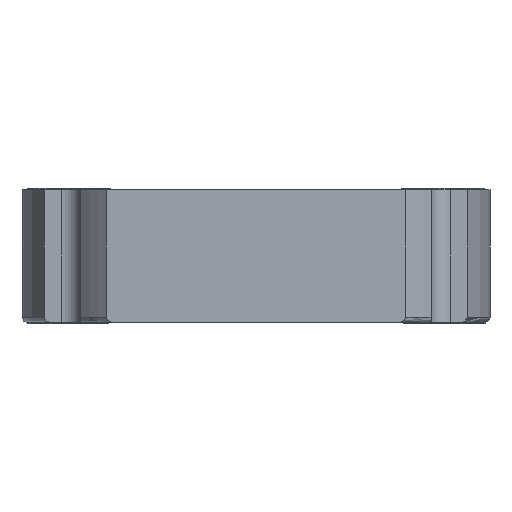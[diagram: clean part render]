
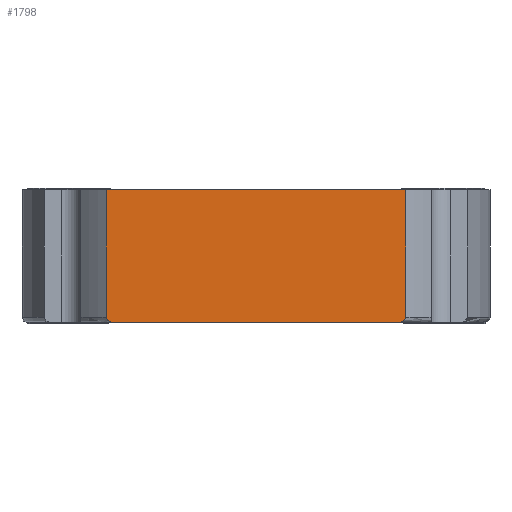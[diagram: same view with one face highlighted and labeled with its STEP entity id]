
A CAD part, front view. The second image highlights one B-rep face of the part: STEP entity #1798.
In plain terms, the highlighted planar face has unit normal (0, -1, 0).
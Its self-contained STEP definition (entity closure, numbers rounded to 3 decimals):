
#4 = EDGE_CURVE ( 'NONE', #3043, #1668, #4409, .T. ) ;
#19 = CARTESIAN_POINT ( 'NONE',  ( 15.217, -18.3, -7.987 ) ) ;
#184 = LINE ( 'NONE', #2267, #3442 ) ;
#300 = CARTESIAN_POINT ( 'NONE',  ( -14.595, -18.3, -8.4 ) ) ;
#322 = CARTESIAN_POINT ( 'NONE',  ( -15.217, -18.3, -7.987 ) ) ;
#432 = VERTEX_POINT ( 'NONE', #5118 ) ;
#558 = CARTESIAN_POINT ( 'NONE',  ( -14.422, -18.3, -8.4 ) ) ;
#624 = ORIENTED_EDGE ( 'NONE', *, *, #5279, .T. ) ;
#654 = VERTEX_POINT ( 'NONE', #873 ) ;
#697 = CARTESIAN_POINT ( 'NONE',  ( -15.068, -18.3, -8.202 ) ) ;
#723 = DIRECTION ( 'NONE',  ( -1., 0., 0. ) ) ;
#873 = CARTESIAN_POINT ( 'NONE',  ( -15.217, -18.3, 5.1 ) ) ;
#935 = CARTESIAN_POINT ( 'NONE',  ( 14.76, -18.3, -8.357 ) ) ;
#975 = CARTESIAN_POINT ( 'NONE',  ( 15.217, -18.3, 5.1 ) ) ;
#1138 = EDGE_CURVE ( 'NONE', #654, #1418, #184, .T. ) ;
#1182 = CARTESIAN_POINT ( 'NONE',  ( -14.997, -18.3, -8.253 ) ) ;
#1359 = CARTESIAN_POINT ( 'NONE',  ( 14.996, -18.3, -8.253 ) ) ;
#1418 = VERTEX_POINT ( 'NONE', #975 ) ;
#1653 = CARTESIAN_POINT ( 'NONE',  ( -14.422, -18.3, -8.4 ) ) ;
#1668 = VERTEX_POINT ( 'NONE', #558 ) ;
#1705 = ORIENTED_EDGE ( 'NONE', *, *, #4928, .T. ) ;
#1798 = ADVANCED_FACE ( 'NONE', ( #4643 ), #5525, .F. ) ;
#1805 = CARTESIAN_POINT ( 'NONE',  ( 14.508, -18.3, -8.4 ) ) ;
#1873 = ORIENTED_EDGE ( 'NONE', *, *, #4815, .T. ) ;
#2055 = DIRECTION ( 'NONE',  ( 0., 0., -1. ) ) ;
#2098 = CARTESIAN_POINT ( 'NONE',  ( -15.217, -18.3, 5.1 ) ) ;
#2183 = LINE ( 'NONE', #2537, #3096 ) ;
#2267 = CARTESIAN_POINT ( 'NONE',  ( -15.217, -18.3, 5.1 ) ) ;
#2358 = VERTEX_POINT ( 'NONE', #3291 ) ;
#2537 = CARTESIAN_POINT ( 'NONE',  ( 15.217, -18.3, 5.1 ) ) ;
#2775 = DIRECTION ( 'NONE',  ( 1., 0., 0. ) ) ;
#2922 = AXIS2_PLACEMENT_3D ( 'NONE', #5217, #3426, #723 ) ;
#3043 = VERTEX_POINT ( 'NONE', #4769 ) ;
#3096 = VECTOR ( 'NONE', #5679, 1000. ) ;
#3185 = CARTESIAN_POINT ( 'NONE',  ( 14.593, -18.3, -8.392 ) ) ;
#3291 = CARTESIAN_POINT ( 'NONE',  ( 15.217, -18.3, -7.9 ) ) ;
#3426 = DIRECTION ( 'NONE',  ( 0., 1., 0. ) ) ;
#3442 = VECTOR ( 'NONE', #2775, 1000. ) ;
#3475 = DIRECTION ( 'NONE',  ( 1., 0., 0. ) ) ;
#3592 = LINE ( 'NONE', #2098, #4860 ) ;
#3607 = CARTESIAN_POINT ( 'NONE',  ( 14.843, -18.3, -8.33 ) ) ;
#3859 = EDGE_LOOP ( 'NONE', ( #624, #1705, #4978, #4551, #1873, #5730 ) ) ;
#3903 = CARTESIAN_POINT ( 'NONE',  ( -15.217, -18.3, -7.9 ) ) ;
#3938 = EDGE_CURVE ( 'NONE', #1418, #2358, #2183, .T. ) ;
#4342 = CARTESIAN_POINT ( 'NONE',  ( -14.767, -18.3, -8.368 ) ) ;
#4409 = B_SPLINE_CURVE_WITH_KNOTS ( 'NONE', 3,
 ( #3903, #322, #5696, #697, #1182, #4342, #300, #1653 ),
 .UNSPECIFIED., .F., .F.,
 ( 4, 2, 2, 4 ),
 ( 0., 0., 0.001, 0.001 ),
 .UNSPECIFIED. ) ;
#4499 = CARTESIAN_POINT ( 'NONE',  ( 15.068, -18.3, -8.202 ) ) ;
#4518 = CARTESIAN_POINT ( 'NONE',  ( 15.217, -18.3, -7.9 ) ) ;
#4540 = LINE ( 'NONE', #5138, #5664 ) ;
#4551 = ORIENTED_EDGE ( 'NONE', *, *, #1138, .F. ) ;
#4643 = FACE_OUTER_BOUND ( 'NONE', #3859, .T. ) ;
#4769 = CARTESIAN_POINT ( 'NONE',  ( -15.217, -18.3, -7.9 ) ) ;
#4815 = EDGE_CURVE ( 'NONE', #654, #3043, #3592, .T. ) ;
#4853 = B_SPLINE_CURVE_WITH_KNOTS ( 'NONE', 3,
 ( #4926, #1805, #3185, #935, #3607, #1359, #4499, #4948, #19, #4518 ),
 .UNSPECIFIED., .F., .F.,
 ( 4, 2, 2, 2, 4 ),
 ( 0., 0., 0.001, 0.001, 0.001 ),
 .UNSPECIFIED. ) ;
#4860 = VECTOR ( 'NONE', #2055, 1000. ) ;
#4926 = CARTESIAN_POINT ( 'NONE',  ( 14.422, -18.3, -8.4 ) ) ;
#4928 = EDGE_CURVE ( 'NONE', #432, #2358, #4853, .T. ) ;
#4948 = CARTESIAN_POINT ( 'NONE',  ( 15.179, -18.3, -8.071 ) ) ;
#4978 = ORIENTED_EDGE ( 'NONE', *, *, #3938, .F. ) ;
#5118 = CARTESIAN_POINT ( 'NONE',  ( 14.422, -18.3, -8.4 ) ) ;
#5138 = CARTESIAN_POINT ( 'NONE',  ( -15.217, -18.3, -8.4 ) ) ;
#5217 = CARTESIAN_POINT ( 'NONE',  ( -15.217, -18.3, 5.1 ) ) ;
#5279 = EDGE_CURVE ( 'NONE', #1668, #432, #4540, .T. ) ;
#5525 = PLANE ( 'NONE',  #2922 ) ;
#5664 = VECTOR ( 'NONE', #3475, 1000. ) ;
#5679 = DIRECTION ( 'NONE',  ( 0., 0., -1. ) ) ;
#5696 = CARTESIAN_POINT ( 'NONE',  ( -15.18, -18.3, -8.069 ) ) ;
#5730 = ORIENTED_EDGE ( 'NONE', *, *, #4, .T. ) ;
